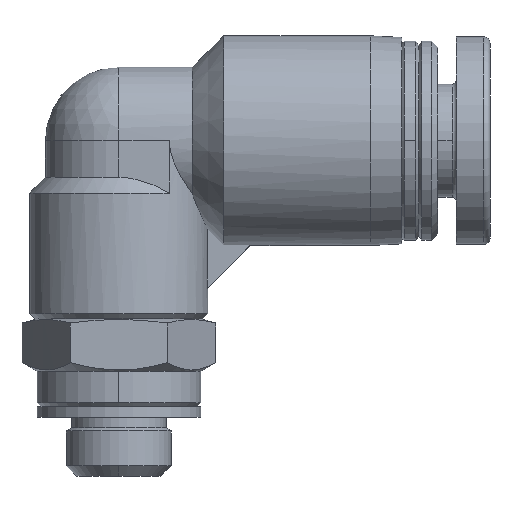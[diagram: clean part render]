
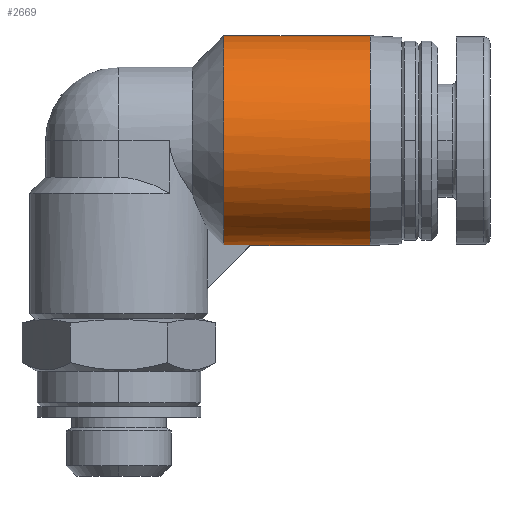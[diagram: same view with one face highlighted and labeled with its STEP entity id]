
A CAD part, front view. The second image highlights one B-rep face of the part: STEP entity #2669.
In plain terms, the highlighted cylindrical face has radius 5 mm (diameter 10 mm), a partial arc.
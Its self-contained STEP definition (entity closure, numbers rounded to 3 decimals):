
#17 = CIRCLE ( 'NONE', #1751, 5. ) ;
#113 = VERTEX_POINT ( 'NONE', #2945 ) ;
#184 = VERTEX_POINT ( 'NONE', #1969 ) ;
#188 = LINE ( 'NONE', #2557, #505 ) ;
#204 = CARTESIAN_POINT ( 'NONE',  ( 6.275, -0.5, 11.025 ) ) ;
#224 = CARTESIAN_POINT ( 'NONE',  ( 6.25, 0., 11. ) ) ;
#271 = DIRECTION ( 'NONE',  ( 0., 0., -1. ) ) ;
#277 = EDGE_CURVE ( 'NONE', #2168, #2387, #2114, .T. ) ;
#367 = CIRCLE ( 'NONE', #2704, 5. ) ;
#462 = DIRECTION ( 'NONE',  ( 0., 0., -1. ) ) ;
#505 = VECTOR ( 'NONE', #2290, 1000. ) ;
#530 = EDGE_CURVE ( 'NONE', #2168, #184, #1987, .T. ) ;
#605 = VECTOR ( 'NONE', #1921, 1000. ) ;
#632 = ORIENTED_EDGE ( 'NONE', *, *, #1115, .T. ) ;
#661 = VERTEX_POINT ( 'NONE', #1211 ) ;
#740 = CARTESIAN_POINT ( 'NONE',  ( 12., 0., 16. ) ) ;
#907 = CARTESIAN_POINT ( 'NONE',  ( 6.275, -0.5, 11.025 ) ) ;
#1014 = AXIS2_PLACEMENT_3D ( 'NONE', #2893, #2662, #271 ) ;
#1111 = EDGE_LOOP ( 'NONE', ( #632, #1881, #2646, #1694, #1688, #1292 ) ) ;
#1115 = EDGE_CURVE ( 'NONE', #1298, #661, #3006, .T. ) ;
#1211 = CARTESIAN_POINT ( 'NONE',  ( 5., 0., 21. ) ) ;
#1292 = ORIENTED_EDGE ( 'NONE', *, *, #2924, .T. ) ;
#1298 = VERTEX_POINT ( 'NONE', #1397 ) ;
#1397 = CARTESIAN_POINT ( 'NONE',  ( 12., 0., 21. ) ) ;
#1674 = CARTESIAN_POINT ( 'NONE',  ( 6.275, -0.5, 11.025 ) ) ;
#1686 = FACE_OUTER_BOUND ( 'NONE', #1111, .T. ) ;
#1688 = ORIENTED_EDGE ( 'NONE', *, *, #1851, .F. ) ;
#1694 = ORIENTED_EDGE ( 'NONE', *, *, #530, .T. ) ;
#1751 = AXIS2_PLACEMENT_3D ( 'NONE', #2081, #2568, #2553 ) ;
#1851 = EDGE_CURVE ( 'NONE', #113, #184, #188, .T. ) ;
#1872 = CARTESIAN_POINT ( 'NONE',  ( 6.25, -0.167, 11. ) ) ;
#1881 = ORIENTED_EDGE ( 'NONE', *, *, #2763, .F. ) ;
#1921 = DIRECTION ( 'NONE',  ( -1., 0., 0. ) ) ;
#1936 = VECTOR ( 'NONE', #2811, 1000. ) ;
#1969 = CARTESIAN_POINT ( 'NONE',  ( 6.25, 0., 11. ) ) ;
#1987 =( BOUNDED_CURVE ( )  B_SPLINE_CURVE ( 3, ( #204, #2570, #1872, #224 ),
 .UNSPECIFIED., .F., .F. ) 
 B_SPLINE_CURVE_WITH_KNOTS ( ( 4, 4 ),
 ( 3.041, 3.142 ),
 .UNSPECIFIED. ) 
 CURVE ( )  GEOMETRIC_REPRESENTATION_ITEM ( )  RATIONAL_B_SPLINE_CURVE ( ( 1., 0.999, 0.999, 1. ) ) 
 REPRESENTATION_ITEM ( '' )  );
#2081 = CARTESIAN_POINT ( 'NONE',  ( 5., 0., 16. ) ) ;
#2114 = LINE ( 'NONE', #1674, #605 ) ;
#2121 = DIRECTION ( 'NONE',  ( -1., 0., 0. ) ) ;
#2168 = VERTEX_POINT ( 'NONE', #907 ) ;
#2290 = DIRECTION ( 'NONE',  ( -1., 0., 0. ) ) ;
#2387 = VERTEX_POINT ( 'NONE', #2514 ) ;
#2399 = CYLINDRICAL_SURFACE ( 'NONE', #1014, 5. ) ;
#2514 = CARTESIAN_POINT ( 'NONE',  ( 5., -0.5, 11.025 ) ) ;
#2553 = DIRECTION ( 'NONE',  ( 0., -0.1, -0.995 ) ) ;
#2557 = CARTESIAN_POINT ( 'NONE',  ( 12., 0., 11. ) ) ;
#2568 = DIRECTION ( 'NONE',  ( -1., 0., 0. ) ) ;
#2570 = CARTESIAN_POINT ( 'NONE',  ( 6.258, -0.334, 11.008 ) ) ;
#2646 = ORIENTED_EDGE ( 'NONE', *, *, #277, .F. ) ;
#2662 = DIRECTION ( 'NONE',  ( -1., 0., 0. ) ) ;
#2669 = ADVANCED_FACE ( 'NONE', ( #1686 ), #2399, .T. ) ;
#2704 = AXIS2_PLACEMENT_3D ( 'NONE', #740, #2121, #462 ) ;
#2763 = EDGE_CURVE ( 'NONE', #2387, #661, #17, .T. ) ;
#2811 = DIRECTION ( 'NONE',  ( -1., 0., 0. ) ) ;
#2893 = CARTESIAN_POINT ( 'NONE',  ( 12., 0., 16. ) ) ;
#2924 = EDGE_CURVE ( 'NONE', #113, #1298, #367, .T. ) ;
#2945 = CARTESIAN_POINT ( 'NONE',  ( 12., 0., 11. ) ) ;
#3006 = LINE ( 'NONE', #3045, #1936 ) ;
#3045 = CARTESIAN_POINT ( 'NONE',  ( 12., 0., 21. ) ) ;
